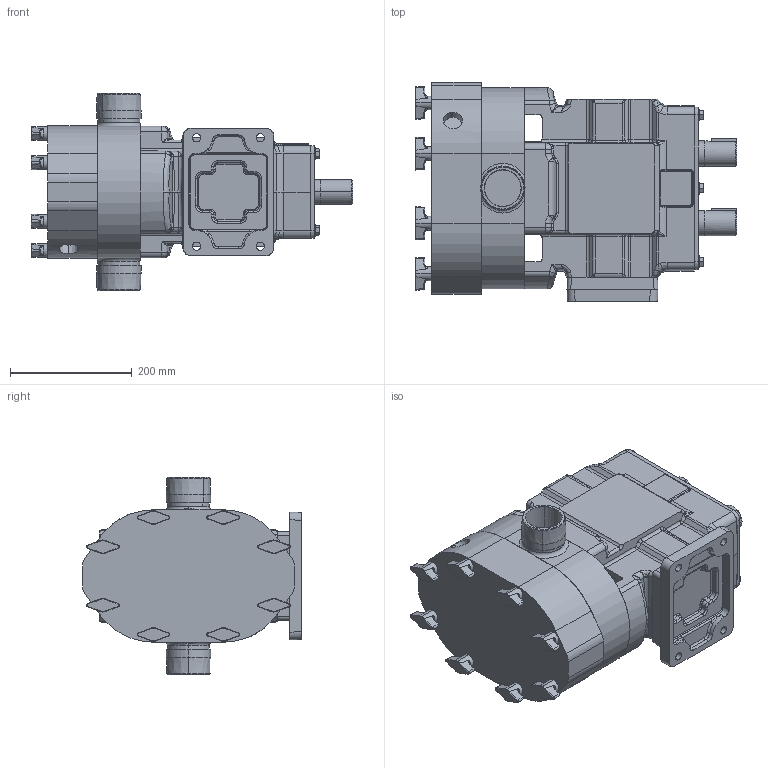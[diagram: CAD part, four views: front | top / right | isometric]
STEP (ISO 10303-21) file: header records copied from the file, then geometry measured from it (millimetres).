
FILE_DESCRIPTION (( 'STEP AP214' ), '1' );
FILE_NAME ('TRA10-0600-037.STEP', '2024-04-05T13:39:09', ( '' ), ( '' ), 'SwSTEP 2.0', 'SolidWorks 2022', '' );
FILE_SCHEMA (( 'AUTOMOTIVE_DESIGN' ));
Length unit declared in the file: inch
Products named in the file (5): TRA10-0600-037; 0600NPT25; TRA10-0600-GEARBOX-H; TRA10-0600-BODY; TRA10-0600-COVER-JACKET
Assembly tree (5 placements, depth 2):
  TRA10-0600-037
    TRA10-0600-GEARBOX-H
    TRA10-0600-BODY
    TRA10-0600-COVER-JACKET
    0600NPT25  x2
Bounding box: 527.85 x 359.54 x 323.85 mm (x, y, z)
Volume: 22775790.4 mm3; surface area: 927566.8 mm2
Topology: 5 solids, 5 shells, 1034 faces, 2517 edges, 1496 vertices
Faces by surface type: cylinder 362, plane 284, bspline 206, torus 96, cone 70, sphere 16
Entity records: 38253 total; most frequent: CARTESIAN_POINT 16458, ORIENTED_EDGE 4910, DIRECTION 4149, EDGE_CURVE 2455, AXIS2_PLACEMENT_3D 1601, VERTEX_POINT 1476, EDGE_LOOP 1057, ADVANCED_FACE 1017
